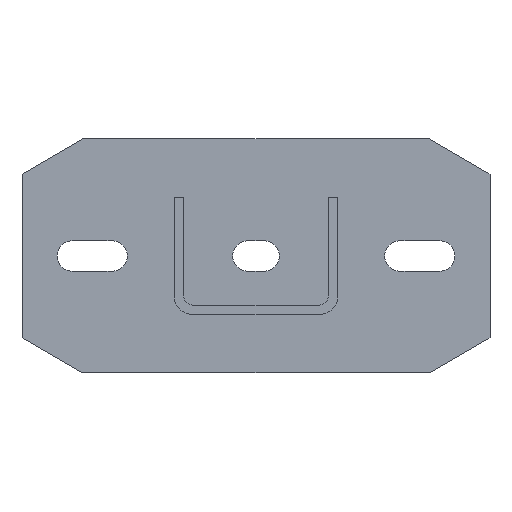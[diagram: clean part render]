
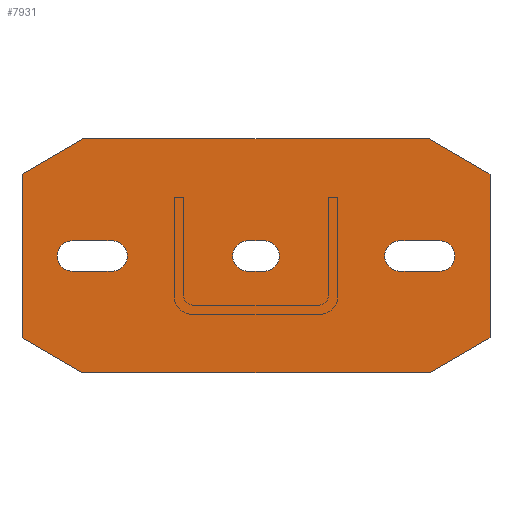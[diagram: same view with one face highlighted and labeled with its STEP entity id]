
A CAD part, front view. The second image highlights one B-rep face of the part: STEP entity #7931.
In plain terms, the highlighted planar face has unit normal (0, -1, 0).
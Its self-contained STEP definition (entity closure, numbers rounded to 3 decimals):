
#2=DIRECTION('',(-0.866,0.,0.5));
#3=VECTOR('',#2,30.);
#4=CARTESIAN_POINT('',(-74.019,0.,-50.));
#5=LINE('',#4,#3);
#6=DIRECTION('',(0.,0.,1.));
#7=VECTOR('',#6,70.);
#8=CARTESIAN_POINT('',(-100.,0.,-35.));
#9=LINE('',#8,#7);
#10=DIRECTION('',(0.866,0.,0.5));
#11=VECTOR('',#10,30.);
#12=CARTESIAN_POINT('',(-100.,0.,35.));
#13=LINE('',#12,#11);
#14=DIRECTION('',(1.,0.,0.));
#15=VECTOR('',#14,148.038);
#16=CARTESIAN_POINT('',(-74.019,0.,50.));
#17=LINE('',#16,#15);
#18=DIRECTION('',(0.866,0.,-0.5));
#19=VECTOR('',#18,30.);
#20=CARTESIAN_POINT('',(74.019,0.,50.));
#21=LINE('',#20,#19);
#22=DIRECTION('',(0.,0.,-1.));
#23=VECTOR('',#22,70.);
#24=CARTESIAN_POINT('',(100.,0.,35.));
#25=LINE('',#24,#23);
#26=DIRECTION('',(-0.866,0.,-0.5));
#27=VECTOR('',#26,30.);
#28=CARTESIAN_POINT('',(100.,0.,-35.));
#29=LINE('',#28,#27);
#30=DIRECTION('',(-1.,0.,0.));
#31=VECTOR('',#30,148.038);
#32=CARTESIAN_POINT('',(74.019,0.,-50.));
#33=LINE('',#32,#31);
#34=CARTESIAN_POINT('',(-78.5,0.,0.));
#35=DIRECTION('',(0.,1.,0.));
#36=DIRECTION('',(0.,0.,-1.));
#37=AXIS2_PLACEMENT_3D('',#34,#35,#36);
#39=DIRECTION('',(-1.,0.,0.));
#40=VECTOR('',#39,17.);
#41=CARTESIAN_POINT('',(-61.5,0.,-6.5));
#42=LINE('',#41,#40);
#43=CARTESIAN_POINT('',(-61.5,0.,0.));
#44=DIRECTION('',(0.,1.,0.));
#45=DIRECTION('',(0.,0.,1.));
#46=AXIS2_PLACEMENT_3D('',#43,#44,#45);
#48=DIRECTION('',(1.,0.,0.));
#49=VECTOR('',#48,17.);
#50=CARTESIAN_POINT('',(-78.5,0.,6.5));
#51=LINE('',#50,#49);
#52=CARTESIAN_POINT('',(78.5,0.,0.));
#53=DIRECTION('',(0.,-1.,0.));
#54=DIRECTION('',(0.,0.,-1.));
#55=AXIS2_PLACEMENT_3D('',#52,#53,#54);
#57=DIRECTION('',(-1.,0.,0.));
#58=VECTOR('',#57,17.);
#59=CARTESIAN_POINT('',(78.5,0.,6.5));
#60=LINE('',#59,#58);
#61=CARTESIAN_POINT('',(61.5,0.,0.));
#62=DIRECTION('',(0.,-1.,0.));
#63=DIRECTION('',(0.,0.,1.));
#64=AXIS2_PLACEMENT_3D('',#61,#62,#63);
#66=DIRECTION('',(1.,0.,0.));
#67=VECTOR('',#66,17.);
#68=CARTESIAN_POINT('',(61.5,0.,-6.5));
#69=LINE('',#68,#67);
#70=CARTESIAN_POINT('',(-3.5,0.,0.));
#71=DIRECTION('',(0.,1.,0.));
#72=DIRECTION('',(0.,0.,-1.));
#73=AXIS2_PLACEMENT_3D('',#70,#71,#72);
#75=DIRECTION('',(-1.,0.,0.));
#76=VECTOR('',#75,7.);
#77=CARTESIAN_POINT('',(3.5,0.,-6.5));
#78=LINE('',#77,#76);
#79=CARTESIAN_POINT('',(3.5,0.,0.));
#80=DIRECTION('',(0.,1.,0.));
#81=DIRECTION('',(0.,0.,1.));
#82=AXIS2_PLACEMENT_3D('',#79,#80,#81);
#84=DIRECTION('',(1.,0.,0.));
#85=VECTOR('',#84,7.);
#86=CARTESIAN_POINT('',(-3.5,0.,6.5));
#87=LINE('',#86,#85);
#6022=CARTESIAN_POINT('',(-74.019,0.,-50.));
#6023=CARTESIAN_POINT('',(-100.,0.,-35.));
#6024=VERTEX_POINT('',#6022);
#6025=VERTEX_POINT('',#6023);
#6026=CARTESIAN_POINT('',(-100.,0.,35.));
#6027=VERTEX_POINT('',#6026);
#6028=CARTESIAN_POINT('',(-74.019,0.,50.));
#6029=VERTEX_POINT('',#6028);
#6030=CARTESIAN_POINT('',(74.019,0.,50.));
#6031=VERTEX_POINT('',#6030);
#6032=CARTESIAN_POINT('',(100.,0.,35.));
#6033=VERTEX_POINT('',#6032);
#6034=CARTESIAN_POINT('',(100.,0.,-35.));
#6035=VERTEX_POINT('',#6034);
#6036=CARTESIAN_POINT('',(74.019,0.,-50.));
#6037=VERTEX_POINT('',#6036);
#6054=CARTESIAN_POINT('',(-78.5,0.,-6.5));
#6055=CARTESIAN_POINT('',(-78.5,0.,6.5));
#6056=VERTEX_POINT('',#6054);
#6057=VERTEX_POINT('',#6055);
#6058=CARTESIAN_POINT('',(-61.5,0.,6.5));
#6059=VERTEX_POINT('',#6058);
#6060=CARTESIAN_POINT('',(-61.5,0.,-6.5));
#6061=VERTEX_POINT('',#6060);
#6070=CARTESIAN_POINT('',(78.5,0.,-6.5));
#6071=CARTESIAN_POINT('',(78.5,0.,6.5));
#6072=VERTEX_POINT('',#6070);
#6073=VERTEX_POINT('',#6071);
#6074=CARTESIAN_POINT('',(61.5,0.,6.5));
#6075=VERTEX_POINT('',#6074);
#6076=CARTESIAN_POINT('',(61.5,0.,-6.5));
#6077=VERTEX_POINT('',#6076);
#6086=CARTESIAN_POINT('',(-3.5,0.,-6.5));
#6087=CARTESIAN_POINT('',(-3.5,0.,6.5));
#6088=VERTEX_POINT('',#6086);
#6089=VERTEX_POINT('',#6087);
#6090=CARTESIAN_POINT('',(3.5,0.,6.5));
#6091=VERTEX_POINT('',#6090);
#6092=CARTESIAN_POINT('',(3.5,0.,-6.5));
#6093=VERTEX_POINT('',#6092);
#7878=CARTESIAN_POINT('',(0.,0.,0.));
#7879=DIRECTION('',(0.,1.,0.));
#7880=DIRECTION('',(1.,0.,0.));
#7881=AXIS2_PLACEMENT_3D('',#7878,#7879,#7880);
#7882=PLANE('',#7881);
#7884=ORIENTED_EDGE('',*,*,#7883,.T.);
#7886=ORIENTED_EDGE('',*,*,#7885,.T.);
#7888=ORIENTED_EDGE('',*,*,#7887,.T.);
#7890=ORIENTED_EDGE('',*,*,#7889,.T.);
#7892=ORIENTED_EDGE('',*,*,#7891,.T.);
#7894=ORIENTED_EDGE('',*,*,#7893,.T.);
#7896=ORIENTED_EDGE('',*,*,#7895,.T.);
#7898=ORIENTED_EDGE('',*,*,#7897,.T.);
#7899=EDGE_LOOP('',(#7884,#7886,#7888,#7890,#7892,#7894,#7896,#7898));
#7900=FACE_OUTER_BOUND('',#7899,.F.);
#7902=ORIENTED_EDGE('',*,*,#7901,.F.);
#7904=ORIENTED_EDGE('',*,*,#7903,.F.);
#7906=ORIENTED_EDGE('',*,*,#7905,.F.);
#7908=ORIENTED_EDGE('',*,*,#7907,.F.);
#7909=EDGE_LOOP('',(#7902,#7904,#7906,#7908));
#7910=FACE_BOUND('',#7909,.F.);
#7912=ORIENTED_EDGE('',*,*,#7911,.T.);
#7914=ORIENTED_EDGE('',*,*,#7913,.T.);
#7916=ORIENTED_EDGE('',*,*,#7915,.T.);
#7918=ORIENTED_EDGE('',*,*,#7917,.T.);
#7919=EDGE_LOOP('',(#7912,#7914,#7916,#7918));
#7920=FACE_BOUND('',#7919,.F.);
#7922=ORIENTED_EDGE('',*,*,#7921,.F.);
#7924=ORIENTED_EDGE('',*,*,#7923,.F.);
#7926=ORIENTED_EDGE('',*,*,#7925,.F.);
#7928=ORIENTED_EDGE('',*,*,#7927,.F.);
#7929=EDGE_LOOP('',(#7922,#7924,#7926,#7928));
#7930=FACE_BOUND('',#7929,.F.);
#7931=ADVANCED_FACE('',(#7900,#7910,#7920,#7930),#7882,.F.);
#38=CIRCLE('',#37,6.5);
#47=CIRCLE('',#46,6.5);
#56=CIRCLE('',#55,6.5);
#65=CIRCLE('',#64,6.5);
#74=CIRCLE('',#73,6.5);
#83=CIRCLE('',#82,6.5);
#7883=EDGE_CURVE('',#6024,#6025,#5,.T.);
#7885=EDGE_CURVE('',#6025,#6027,#9,.T.);
#7887=EDGE_CURVE('',#6027,#6029,#13,.T.);
#7889=EDGE_CURVE('',#6029,#6031,#17,.T.);
#7891=EDGE_CURVE('',#6031,#6033,#21,.T.);
#7893=EDGE_CURVE('',#6033,#6035,#25,.T.);
#7895=EDGE_CURVE('',#6035,#6037,#29,.T.);
#7897=EDGE_CURVE('',#6037,#6024,#33,.T.);
#7901=EDGE_CURVE('',#6056,#6057,#38,.T.);
#7903=EDGE_CURVE('',#6061,#6056,#42,.T.);
#7905=EDGE_CURVE('',#6059,#6061,#47,.T.);
#7907=EDGE_CURVE('',#6057,#6059,#51,.T.);
#7911=EDGE_CURVE('',#6072,#6073,#56,.T.);
#7913=EDGE_CURVE('',#6073,#6075,#60,.T.);
#7915=EDGE_CURVE('',#6075,#6077,#65,.T.);
#7917=EDGE_CURVE('',#6077,#6072,#69,.T.);
#7921=EDGE_CURVE('',#6088,#6089,#74,.T.);
#7923=EDGE_CURVE('',#6093,#6088,#78,.T.);
#7925=EDGE_CURVE('',#6091,#6093,#83,.T.);
#7927=EDGE_CURVE('',#6089,#6091,#87,.T.);
